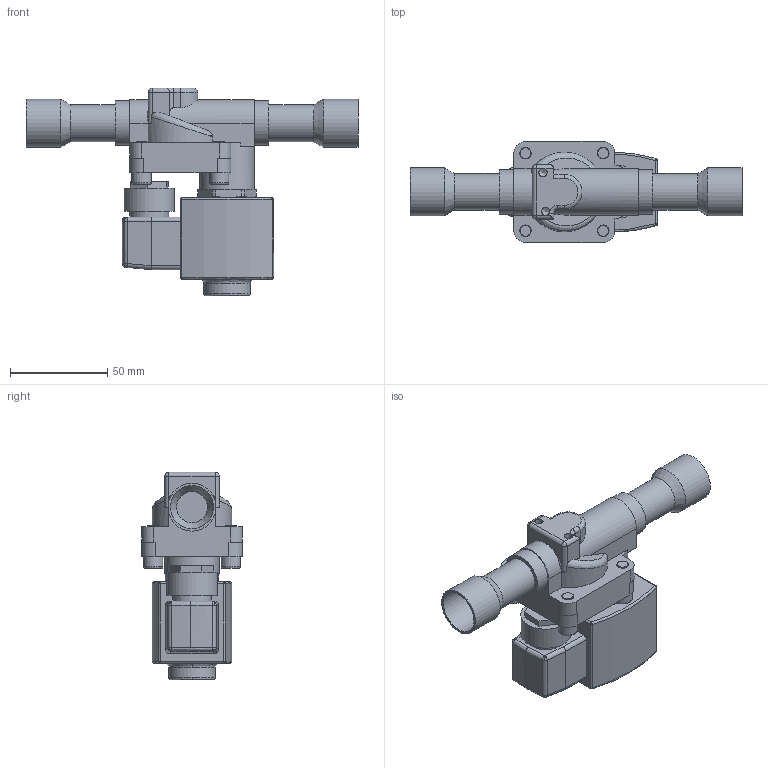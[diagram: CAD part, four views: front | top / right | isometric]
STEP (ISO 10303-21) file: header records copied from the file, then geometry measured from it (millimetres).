
FILE_DESCRIPTION(('TFLEX Exchange Step'),'2;1');
FILE_NAME('032L1225R.stp', '2023-09-28T09:23:25+03:00',('RUCO3026'),('Unknown organisation'),'TFLEX Exchange 2022.1','T-FLEX CAD','Unknown authorisation');
FILE_SCHEMA( ('AUTOMOTIVE_DESIGN { 1 0 10303 214 1 1 1 1 }') );
Length unit declared in the file: millimetre
Products named in the file (1): Nodes
Bounding box: 171 x 52 x 106.9 mm (x, y, z)
Volume: 210157.1 mm3; surface area: 50685.4 mm2
Topology: 1 solids, 7 shells, 312 faces, 812 edges, 531 vertices
Faces by surface type: plane 147, cylinder 93, sphere 26, cone 22, bspline 15, torus 9
Full cylindrical faces by diameter (mm): 4.2 x2, 6 x8, 6.5 x4, 10 x5, 11.6 x1, 12 x1, 12.7 x1, 13.1 x1, 13.2 x1, 14.8 x1, 16 x2, 18 x1, 19 x2, 20 x1, 22.3 x2, 23 x2, 24 x1, 24.7 x2, 26 x1, 28 x1
Entity records: 12176 total; most frequent: CARTESIAN_POINT 4644, ORIENTED_EDGE 1604, DIRECTION 1539, EDGE_CURVE 802, AXIS2_PLACEMENT_3D 622, VERTEX_POINT 531, EDGE_LOOP 349, FACE_BOUND 349
